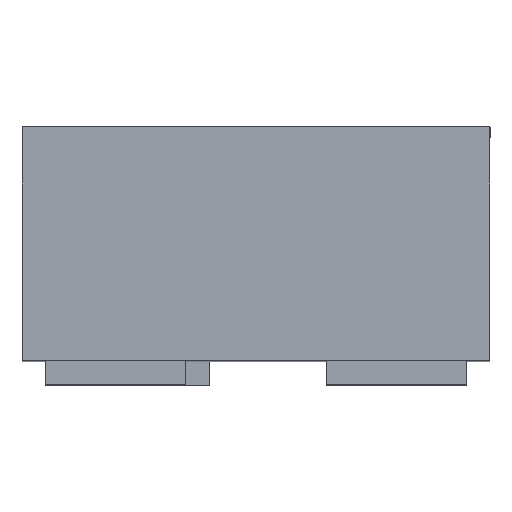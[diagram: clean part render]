
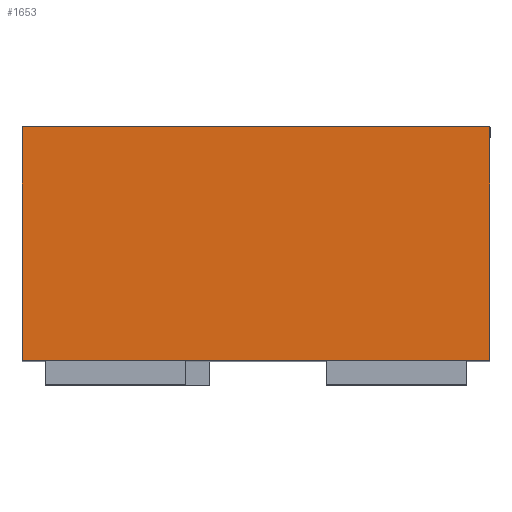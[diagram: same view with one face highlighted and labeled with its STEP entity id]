
A CAD part, top view. The second image highlights one B-rep face of the part: STEP entity #1653.
In plain terms, the highlighted planar face has unit normal (0, 0, 1).
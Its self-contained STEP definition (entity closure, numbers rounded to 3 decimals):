
#31 = CARTESIAN_POINT ( 'NONE',  ( 0., 0.55, 0.725 ) ) ;
#213 = LINE ( 'NONE', #453, #601 ) ;
#252 = EDGE_LOOP ( 'NONE', ( #2019, #1784, #1916, #2080 ) ) ;
#327 = AXIS2_PLACEMENT_3D ( 'NONE', #1615, #1275, #1995 ) ;
#453 = CARTESIAN_POINT ( 'NONE',  ( 0.5, 2.861, 0.725 ) ) ;
#548 = EDGE_CURVE ( 'NONE', #1224, #1692, #2225, .T. ) ;
#601 = VECTOR ( 'NONE', #1010, 1000. ) ;
#749 = VERTEX_POINT ( 'NONE', #1521 ) ;
#871 = FACE_OUTER_BOUND ( 'NONE', #252, .T. ) ;
#906 = CARTESIAN_POINT ( 'NONE',  ( -0.5, 2.861, 0.725 ) ) ;
#907 = PLANE ( 'NONE',  #327 ) ;
#1010 = DIRECTION ( 'NONE',  ( 0., -1., 0. ) ) ;
#1131 = LINE ( 'NONE', #1502, #1761 ) ;
#1224 = VERTEX_POINT ( 'NONE', #1806 ) ;
#1250 = VECTOR ( 'NONE', #2172, 1000. ) ;
#1275 = DIRECTION ( 'NONE',  ( 0., 0., -1. ) ) ;
#1299 = VECTOR ( 'NONE', #1343, 1000. ) ;
#1343 = DIRECTION ( 'NONE',  ( 1., 0., 0. ) ) ;
#1347 = EDGE_CURVE ( 'NONE', #1689, #1224, #1131, .T. ) ;
#1465 = CARTESIAN_POINT ( 'NONE',  ( 0.5, 0.05, 0.725 ) ) ;
#1469 = EDGE_CURVE ( 'NONE', #749, #1689, #213, .T. ) ;
#1502 = CARTESIAN_POINT ( 'NONE',  ( -0.5, 0.05, 0.725 ) ) ;
#1510 = DIRECTION ( 'NONE',  ( -1., 0., 0. ) ) ;
#1521 = CARTESIAN_POINT ( 'NONE',  ( 0.5, 0.55, 0.725 ) ) ;
#1615 = CARTESIAN_POINT ( 'NONE',  ( -0.5, 2.861, 0.725 ) ) ;
#1645 = CARTESIAN_POINT ( 'NONE',  ( -0.5, 0.55, 0.725 ) ) ;
#1653 = ADVANCED_FACE ( 'NONE', ( #871 ), #907, .F. ) ;
#1689 = VERTEX_POINT ( 'NONE', #1465 ) ;
#1692 = VERTEX_POINT ( 'NONE', #1645 ) ;
#1761 = VECTOR ( 'NONE', #1510, 1000. ) ;
#1784 = ORIENTED_EDGE ( 'NONE', *, *, #1347, .F. ) ;
#1806 = CARTESIAN_POINT ( 'NONE',  ( -0.5, 0.05, 0.725 ) ) ;
#1836 = EDGE_CURVE ( 'NONE', #1692, #749, #2240, .T. ) ;
#1916 = ORIENTED_EDGE ( 'NONE', *, *, #1469, .F. ) ;
#1995 = DIRECTION ( 'NONE',  ( -1., 0., 0. ) ) ;
#2019 = ORIENTED_EDGE ( 'NONE', *, *, #548, .F. ) ;
#2080 = ORIENTED_EDGE ( 'NONE', *, *, #1836, .F. ) ;
#2172 = DIRECTION ( 'NONE',  ( 0., 1., 0. ) ) ;
#2225 = LINE ( 'NONE', #906, #1250 ) ;
#2240 = LINE ( 'NONE', #31, #1299 ) ;
